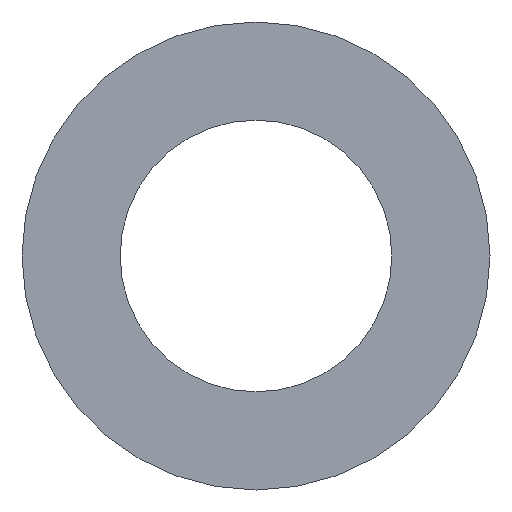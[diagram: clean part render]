
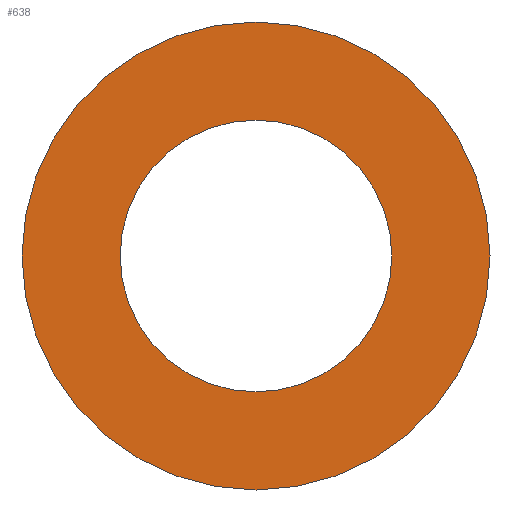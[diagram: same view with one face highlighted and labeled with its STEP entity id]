
A CAD part, front view. The second image highlights one B-rep face of the part: STEP entity #638.
In plain terms, the highlighted planar face has unit normal (0, -1, 0).
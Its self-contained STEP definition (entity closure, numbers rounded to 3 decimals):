
#8 = ORIENTED_EDGE ( 'NONE', *, *, #494, .F. ) ;
#45 = FACE_BOUND ( 'NONE', #185, .T. ) ;
#58 = AXIS2_PLACEMENT_3D ( 'NONE', #706, #598, #82 ) ;
#68 = DIRECTION ( 'NONE',  ( 0., -1., 0. ) ) ;
#73 = ORIENTED_EDGE ( 'NONE', *, *, #350, .F. ) ;
#82 = DIRECTION ( 'NONE',  ( 0., 0., 1. ) ) ;
#96 = AXIS2_PLACEMENT_3D ( 'NONE', #420, #661, #424 ) ;
#133 = VERTEX_POINT ( 'NONE', #687 ) ;
#134 = CARTESIAN_POINT ( 'NONE',  ( 0., 0., -25.5 ) ) ;
#146 = AXIS2_PLACEMENT_3D ( 'NONE', #585, #68, #471 ) ;
#185 = EDGE_LOOP ( 'NONE', ( #432, #476 ) ) ;
#189 = VERTEX_POINT ( 'NONE', #284 ) ;
#216 = CIRCLE ( 'NONE', #712, 25.5 ) ;
#219 = DIRECTION ( 'NONE',  ( 0., 1., 0. ) ) ;
#239 = VERTEX_POINT ( 'NONE', #134 ) ;
#264 = CIRCLE ( 'NONE', #96, 14.809 ) ;
#284 = CARTESIAN_POINT ( 'NONE',  ( 0., 0., -14.809 ) ) ;
#329 = CARTESIAN_POINT ( 'NONE',  ( 0., 0., 14.809 ) ) ;
#333 = DIRECTION ( 'NONE',  ( 0., 0., 1. ) ) ;
#350 = EDGE_CURVE ( 'NONE', #239, #133, #371, .T. ) ;
#371 = CIRCLE ( 'NONE', #58, 25.5 ) ;
#384 = DIRECTION ( 'NONE',  ( 0., 0., 1. ) ) ;
#386 = DIRECTION ( 'NONE',  ( 0., 1., 0. ) ) ;
#388 = EDGE_CURVE ( 'NONE', #189, #659, #412, .T. ) ;
#412 = CIRCLE ( 'NONE', #146, 14.809 ) ;
#420 = CARTESIAN_POINT ( 'NONE',  ( 0., 0., 0. ) ) ;
#424 = DIRECTION ( 'NONE',  ( 0., 0., -1. ) ) ;
#432 = ORIENTED_EDGE ( 'NONE', *, *, #388, .F. ) ;
#433 = CARTESIAN_POINT ( 'NONE',  ( 0., 0., 0. ) ) ;
#445 = PLANE ( 'NONE',  #652 ) ;
#456 = EDGE_CURVE ( 'NONE', #659, #189, #264, .T. ) ;
#471 = DIRECTION ( 'NONE',  ( 0., 0., -1. ) ) ;
#474 = EDGE_LOOP ( 'NONE', ( #73, #8 ) ) ;
#476 = ORIENTED_EDGE ( 'NONE', *, *, #456, .F. ) ;
#494 = EDGE_CURVE ( 'NONE', #133, #239, #216, .T. ) ;
#585 = CARTESIAN_POINT ( 'NONE',  ( 0., 0., 0. ) ) ;
#598 = DIRECTION ( 'NONE',  ( 0., 1., 0. ) ) ;
#611 = FACE_OUTER_BOUND ( 'NONE', #474, .T. ) ;
#617 = CARTESIAN_POINT ( 'NONE',  ( 0., 0., 0. ) ) ;
#638 = ADVANCED_FACE ( 'NONE', ( #45, #611 ), #445, .F. ) ;
#652 = AXIS2_PLACEMENT_3D ( 'NONE', #433, #219, #384 ) ;
#659 = VERTEX_POINT ( 'NONE', #329 ) ;
#661 = DIRECTION ( 'NONE',  ( 0., -1., 0. ) ) ;
#687 = CARTESIAN_POINT ( 'NONE',  ( 0., 0., 25.5 ) ) ;
#706 = CARTESIAN_POINT ( 'NONE',  ( 0., 0., 0. ) ) ;
#712 = AXIS2_PLACEMENT_3D ( 'NONE', #617, #386, #333 ) ;
